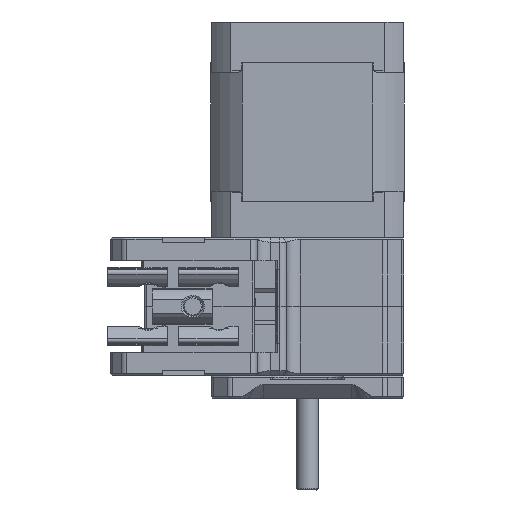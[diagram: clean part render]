
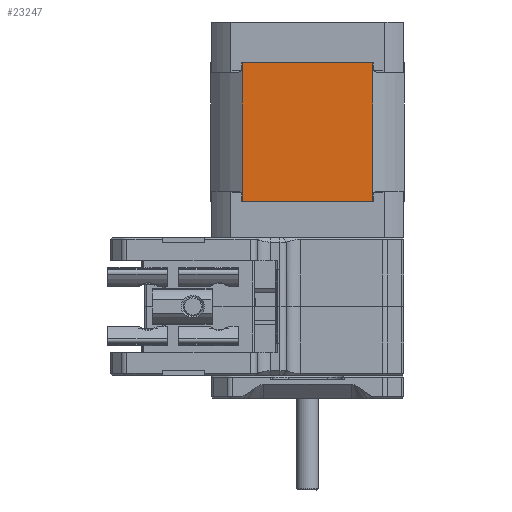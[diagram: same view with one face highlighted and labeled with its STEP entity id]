
A CAD part, left-side view. The second image highlights one B-rep face of the part: STEP entity #23247.
In plain terms, the highlighted planar face has unit normal (-1, 0, 0).
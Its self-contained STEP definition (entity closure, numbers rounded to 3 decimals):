
#1106=PLANE('',#24977);
#2265=FACE_OUTER_BOUND('',#3644,.T.);
#3644=EDGE_LOOP('',(#16706,#16707,#16708,#16709,#16710,#16711,#16712,#16713,
#16714,#16715,#16716,#16717));
#5040=LINE('',#34693,#7099);
#5043=LINE('',#34704,#7102);
#5045=LINE('',#34713,#7104);
#5047=LINE('',#34717,#7106);
#5049=LINE('',#34720,#7108);
#5248=LINE('',#35394,#7307);
#5250=LINE('',#35401,#7309);
#5251=LINE('',#35403,#7310);
#5252=LINE('',#35405,#7311);
#5253=LINE('',#35407,#7312);
#5254=LINE('',#35409,#7313);
#5255=LINE('',#35410,#7314);
#7099=VECTOR('',#27456,30.2);
#7102=VECTOR('',#27465,0.1);
#7104=VECTOR('',#27473,0.1);
#7106=VECTOR('',#27479,5.724);
#7108=VECTOR('',#27483,5.724);
#7307=VECTOR('',#28138,17.012);
#7309=VECTOR('',#28146,0.1);
#7310=VECTOR('',#28147,5.724);
#7311=VECTOR('',#28148,30.2);
#7312=VECTOR('',#28149,5.724);
#7313=VECTOR('',#28150,0.1);
#7314=VECTOR('',#28151,17.012);
#10261=VERTEX_POINT('',#34690);
#10262=VERTEX_POINT('',#34692);
#10266=VERTEX_POINT('',#34701);
#10267=VERTEX_POINT('',#34703);
#10270=VERTEX_POINT('',#34710);
#10271=VERTEX_POINT('',#34712);
#10488=VERTEX_POINT('',#35392);
#10490=VERTEX_POINT('',#35400);
#10491=VERTEX_POINT('',#35402);
#10492=VERTEX_POINT('',#35404);
#10493=VERTEX_POINT('',#35406);
#10494=VERTEX_POINT('',#35408);
#12509=EDGE_CURVE('',#10262,#10261,#5040,.T.);
#12514=EDGE_CURVE('',#10267,#10266,#5043,.T.);
#12518=EDGE_CURVE('',#10271,#10270,#5045,.T.);
#12521=EDGE_CURVE('',#10261,#10271,#5047,.T.);
#12523=EDGE_CURVE('',#10266,#10262,#5049,.T.);
#12844=EDGE_CURVE('',#10270,#10488,#5248,.T.);
#12847=EDGE_CURVE('',#10488,#10490,#5250,.T.);
#12848=EDGE_CURVE('',#10491,#10490,#5251,.T.);
#12849=EDGE_CURVE('',#10492,#10491,#5252,.T.);
#12850=EDGE_CURVE('',#10493,#10492,#5253,.T.);
#12851=EDGE_CURVE('',#10493,#10494,#5254,.T.);
#12852=EDGE_CURVE('',#10494,#10267,#5255,.T.);
#16706=ORIENTED_EDGE('',*,*,#12844,.T.);
#16707=ORIENTED_EDGE('',*,*,#12847,.T.);
#16708=ORIENTED_EDGE('',*,*,#12848,.F.);
#16709=ORIENTED_EDGE('',*,*,#12849,.F.);
#16710=ORIENTED_EDGE('',*,*,#12850,.F.);
#16711=ORIENTED_EDGE('',*,*,#12851,.T.);
#16712=ORIENTED_EDGE('',*,*,#12852,.T.);
#16713=ORIENTED_EDGE('',*,*,#12514,.T.);
#16714=ORIENTED_EDGE('',*,*,#12523,.T.);
#16715=ORIENTED_EDGE('',*,*,#12509,.T.);
#16716=ORIENTED_EDGE('',*,*,#12521,.T.);
#16717=ORIENTED_EDGE('',*,*,#12518,.T.);
#23247=ADVANCED_FACE('',(#2265),#1106,.T.);
#24977=AXIS2_PLACEMENT_3D('',#35399,#28144,#28145);
#27456=DIRECTION('',(0.,0.,-1.));
#27465=DIRECTION('',(0.,0.,-1.));
#27473=DIRECTION('',(0.,0.,-1.));
#27479=DIRECTION('',(0.,-1.,0.));
#27483=DIRECTION('',(0.,1.,0.));
#28138=DIRECTION('',(0.,-1.,0.));
#28144=DIRECTION('center_axis',(-1.,0.,0.));
#28145=DIRECTION('ref_axis',(0.,0.,1.));
#28146=DIRECTION('',(0.,0.,1.));
#28147=DIRECTION('',(0.,1.,0.));
#28148=DIRECTION('',(0.,0.,-1.));
#28149=DIRECTION('',(0.,-1.,0.));
#28150=DIRECTION('',(0.,0.,1.));
#28151=DIRECTION('',(0.,1.,0.));
#34690=CARTESIAN_POINT('',(-21.1,14.23,-19.54));
#34692=CARTESIAN_POINT('',(-21.1,14.23,10.66));
#34693=CARTESIAN_POINT('',(-21.1,14.23,10.66));
#34701=CARTESIAN_POINT('',(-21.1,8.506,10.66));
#34703=CARTESIAN_POINT('',(-21.1,8.506,10.76));
#34704=CARTESIAN_POINT('',(-21.1,8.506,10.76));
#34710=CARTESIAN_POINT('',(-21.1,8.506,-19.64));
#34712=CARTESIAN_POINT('',(-21.1,8.506,-19.54));
#34713=CARTESIAN_POINT('',(-21.1,8.506,-19.54));
#34717=CARTESIAN_POINT('',(-21.1,14.23,-19.54));
#34720=CARTESIAN_POINT('',(-21.1,8.506,10.66));
#35392=CARTESIAN_POINT('',(-21.1,-8.506,-19.64));
#35394=CARTESIAN_POINT('',(-21.1,8.506,-19.64));
#35399=CARTESIAN_POINT('Origin',(-21.1,-14.231,-19.641));
#35400=CARTESIAN_POINT('',(-21.1,-8.506,-19.54));
#35401=CARTESIAN_POINT('',(-21.1,-8.506,-19.64));
#35402=CARTESIAN_POINT('',(-21.1,-14.23,-19.54));
#35403=CARTESIAN_POINT('',(-21.1,-14.23,-19.54));
#35404=CARTESIAN_POINT('',(-21.1,-14.23,10.66));
#35405=CARTESIAN_POINT('',(-21.1,-14.23,10.66));
#35406=CARTESIAN_POINT('',(-21.1,-8.506,10.66));
#35407=CARTESIAN_POINT('',(-21.1,-8.506,10.66));
#35408=CARTESIAN_POINT('',(-21.1,-8.506,10.76));
#35409=CARTESIAN_POINT('',(-21.1,-8.506,10.66));
#35410=CARTESIAN_POINT('',(-21.1,-8.506,10.76));
